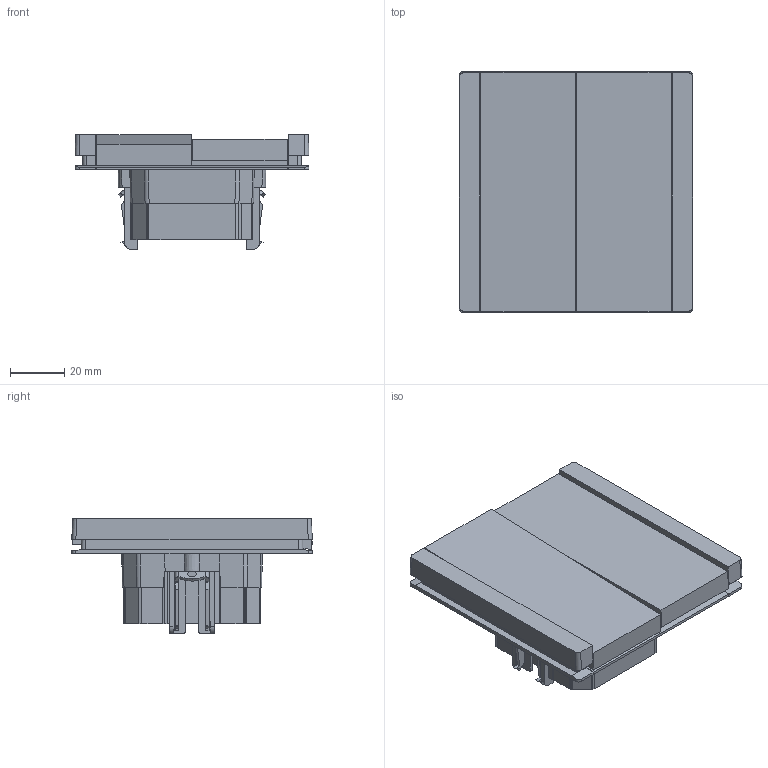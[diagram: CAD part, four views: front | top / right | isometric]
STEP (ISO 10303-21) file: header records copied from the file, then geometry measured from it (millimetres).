
FILE_DESCRIPTION (( 'STEP AP214' ), '1' );
FILE_NAME ('âûêëþ÷àòåëü äâóõêëàâèøíûé.STEP', '2025-03-11T11:09:37', ( '' ), ( '' ), 'SwSTEP 2.0', 'SolidWorks 2022', '' );
FILE_SCHEMA (( 'AUTOMOTIVE_DESIGN' ));
Length unit declared in the file: millimetre
Products named in the file (1): выключатель двухклавишный
Bounding box: 86.46 x 89.03 x 42.52 mm (x, y, z)
Volume: 143136.5 mm3; surface area: 35344.6 mm2
Topology: 1 solids, 18 shells, 1118 faces, 3249 edges, 2155 vertices
Faces by surface type: plane 858, cylinder 213, cone 28, sphere 12, bspline 7
Entity records: 37293 total; most frequent: CARTESIAN_POINT 7949, ORIENTED_EDGE 6498, DIRECTION 5317, EDGE_CURVE 3249, LINE 2615, VECTOR 2615, VERTEX_POINT 2155, AXIS2_PLACEMENT_3D 1351
